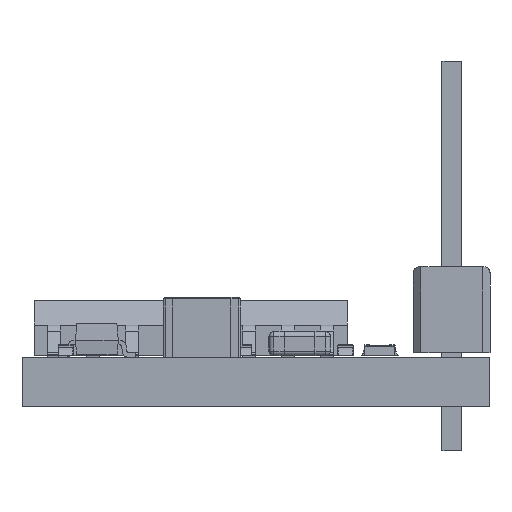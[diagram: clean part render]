
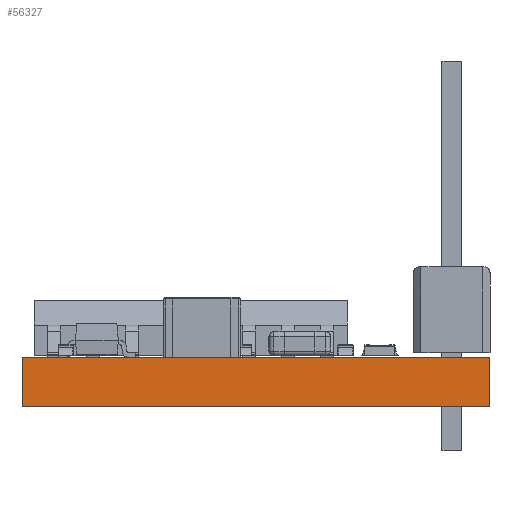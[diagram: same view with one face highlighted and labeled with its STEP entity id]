
A CAD part, left-side view. The second image highlights one B-rep face of the part: STEP entity #56327.
In plain terms, the highlighted planar face has unit normal (-1, 0.001, 0).
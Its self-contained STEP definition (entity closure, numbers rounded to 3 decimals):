
#55064 = PLANE('',#55065);
#55065 = AXIS2_PLACEMENT_3D('',#55066,#55067,#55068);
#55066 = CARTESIAN_POINT('',(162.471,-91.034,0.));
#55067 = DIRECTION('',(0.,1.,0.));
#55068 = DIRECTION('',(1.,0.,0.));
#55092 = PLANE('',#55093);
#55093 = AXIS2_PLACEMENT_3D('',#55094,#55095,#55096);
#55094 = CARTESIAN_POINT('',(172.631,-83.413,1.6));
#55095 = DIRECTION('',(0.,0.,1.));
#55096 = DIRECTION('',(1.,0.,-0.));
#55120 = PLANE('',#55121);
#55121 = AXIS2_PLACEMENT_3D('',#55122,#55123,#55124);
#55122 = CARTESIAN_POINT('',(182.781,-75.789,0.));
#55123 = DIRECTION('',(0.,-1.,0.));
#55124 = DIRECTION('',(-1.,0.,0.));
#55146 = PLANE('',#55147);
#55147 = AXIS2_PLACEMENT_3D('',#55148,#55149,#55150);
#55148 = CARTESIAN_POINT('',(172.631,-83.413,0.));
#55149 = DIRECTION('',(0.,0.,1.));
#55150 = DIRECTION('',(1.,0.,-0.));
#55161 = EDGE_CURVE('',#55162,#55164,#55166,.T.);
#55162 = VERTEX_POINT('',#55163);
#55163 = CARTESIAN_POINT('',(162.471,-91.034,0.));
#55164 = VERTEX_POINT('',#55165);
#55165 = CARTESIAN_POINT('',(162.471,-91.034,1.6));
#55166 = SURFACE_CURVE('',#55167,(#55171,#55178),.PCURVE_S1.);
#55167 = LINE('',#55168,#55169);
#55168 = CARTESIAN_POINT('',(162.471,-91.034,0.));
#55169 = VECTOR('',#55170,1.);
#55170 = DIRECTION('',(0.,0.,1.));
#55171 = PCURVE('',#55064,#55172);
#55172 = DEFINITIONAL_REPRESENTATION('',(#55173),#55177);
#55173 = LINE('',#55174,#55175);
#55174 = CARTESIAN_POINT('',(0.,0.));
#55175 = VECTOR('',#55176,1.);
#55176 = DIRECTION('',(0.,-1.));
#55177 = ( GEOMETRIC_REPRESENTATION_CONTEXT(2) 
PARAMETRIC_REPRESENTATION_CONTEXT() REPRESENTATION_CONTEXT('2D SPACE',''
  ) );
#55178 = PCURVE('',#55179,#55184);
#55179 = PLANE('',#55180);
#55180 = AXIS2_PLACEMENT_3D('',#55181,#55182,#55183);
#55181 = CARTESIAN_POINT('',(162.481,-75.789,0.));
#55182 = DIRECTION('',(1.,-0.001,0.));
#55183 = DIRECTION('',(-0.001,-1.,0.));
#55184 = DEFINITIONAL_REPRESENTATION('',(#55185),#55189);
#55185 = LINE('',#55186,#55187);
#55186 = CARTESIAN_POINT('',(15.245,0.));
#55187 = VECTOR('',#55188,1.);
#55188 = DIRECTION('',(0.,-1.));
#55189 = ( GEOMETRIC_REPRESENTATION_CONTEXT(2) 
PARAMETRIC_REPRESENTATION_CONTEXT() REPRESENTATION_CONTEXT('2D SPACE',''
  ) );
#55239 = VERTEX_POINT('',#55240);
#55240 = CARTESIAN_POINT('',(162.481,-75.789,1.6));
#55261 = EDGE_CURVE('',#55262,#55239,#55264,.T.);
#55262 = VERTEX_POINT('',#55263);
#55263 = CARTESIAN_POINT('',(162.481,-75.789,0.));
#55264 = SURFACE_CURVE('',#55265,(#55269,#55276),.PCURVE_S1.);
#55265 = LINE('',#55266,#55267);
#55266 = CARTESIAN_POINT('',(162.481,-75.789,0.));
#55267 = VECTOR('',#55268,1.);
#55268 = DIRECTION('',(0.,0.,1.));
#55269 = PCURVE('',#55120,#55270);
#55270 = DEFINITIONAL_REPRESENTATION('',(#55271),#55275);
#55271 = LINE('',#55272,#55273);
#55272 = CARTESIAN_POINT('',(20.3,0.));
#55273 = VECTOR('',#55274,1.);
#55274 = DIRECTION('',(0.,-1.));
#55275 = ( GEOMETRIC_REPRESENTATION_CONTEXT(2) 
PARAMETRIC_REPRESENTATION_CONTEXT() REPRESENTATION_CONTEXT('2D SPACE',''
  ) );
#55276 = PCURVE('',#55179,#55277);
#55277 = DEFINITIONAL_REPRESENTATION('',(#55278),#55282);
#55278 = LINE('',#55279,#55280);
#55279 = CARTESIAN_POINT('',(0.,0.));
#55280 = VECTOR('',#55281,1.);
#55281 = DIRECTION('',(0.,-1.));
#55282 = ( GEOMETRIC_REPRESENTATION_CONTEXT(2) 
PARAMETRIC_REPRESENTATION_CONTEXT() REPRESENTATION_CONTEXT('2D SPACE',''
  ) );
#55310 = EDGE_CURVE('',#55262,#55162,#55311,.T.);
#55311 = SURFACE_CURVE('',#55312,(#55316,#55323),.PCURVE_S1.);
#55312 = LINE('',#55313,#55314);
#55313 = CARTESIAN_POINT('',(162.481,-75.789,0.));
#55314 = VECTOR('',#55315,1.);
#55315 = DIRECTION('',(-0.001,-1.,0.));
#55316 = PCURVE('',#55146,#55317);
#55317 = DEFINITIONAL_REPRESENTATION('',(#55318),#55322);
#55318 = LINE('',#55319,#55320);
#55319 = CARTESIAN_POINT('',(-10.15,7.625));
#55320 = VECTOR('',#55321,1.);
#55321 = DIRECTION('',(-0.001,-1.));
#55322 = ( GEOMETRIC_REPRESENTATION_CONTEXT(2) 
PARAMETRIC_REPRESENTATION_CONTEXT() REPRESENTATION_CONTEXT('2D SPACE',''
  ) );
#55323 = PCURVE('',#55179,#55324);
#55324 = DEFINITIONAL_REPRESENTATION('',(#55325),#55329);
#55325 = LINE('',#55326,#55327);
#55326 = CARTESIAN_POINT('',(0.,0.));
#55327 = VECTOR('',#55328,1.);
#55328 = DIRECTION('',(1.,0.));
#55329 = ( GEOMETRIC_REPRESENTATION_CONTEXT(2) 
PARAMETRIC_REPRESENTATION_CONTEXT() REPRESENTATION_CONTEXT('2D SPACE',''
  ) );
#55864 = EDGE_CURVE('',#55239,#55164,#55865,.T.);
#55865 = SURFACE_CURVE('',#55866,(#55870,#55877),.PCURVE_S1.);
#55866 = LINE('',#55867,#55868);
#55867 = CARTESIAN_POINT('',(162.481,-75.789,1.6));
#55868 = VECTOR('',#55869,1.);
#55869 = DIRECTION('',(-0.001,-1.,0.));
#55870 = PCURVE('',#55092,#55871);
#55871 = DEFINITIONAL_REPRESENTATION('',(#55872),#55876);
#55872 = LINE('',#55873,#55874);
#55873 = CARTESIAN_POINT('',(-10.15,7.625));
#55874 = VECTOR('',#55875,1.);
#55875 = DIRECTION('',(-0.001,-1.));
#55876 = ( GEOMETRIC_REPRESENTATION_CONTEXT(2) 
PARAMETRIC_REPRESENTATION_CONTEXT() REPRESENTATION_CONTEXT('2D SPACE',''
  ) );
#55877 = PCURVE('',#55179,#55878);
#55878 = DEFINITIONAL_REPRESENTATION('',(#55879),#55883);
#55879 = LINE('',#55880,#55881);
#55880 = CARTESIAN_POINT('',(0.,-1.6));
#55881 = VECTOR('',#55882,1.);
#55882 = DIRECTION('',(1.,0.));
#55883 = ( GEOMETRIC_REPRESENTATION_CONTEXT(2) 
PARAMETRIC_REPRESENTATION_CONTEXT() REPRESENTATION_CONTEXT('2D SPACE',''
  ) );
#56327 = ADVANCED_FACE('',(#56328),#55179,.F.);
#56328 = FACE_BOUND('',#56329,.F.);
#56329 = EDGE_LOOP('',(#56330,#56331,#56332,#56333));
#56330 = ORIENTED_EDGE('',*,*,#55261,.T.);
#56331 = ORIENTED_EDGE('',*,*,#55864,.T.);
#56332 = ORIENTED_EDGE('',*,*,#55161,.F.);
#56333 = ORIENTED_EDGE('',*,*,#55310,.F.);
